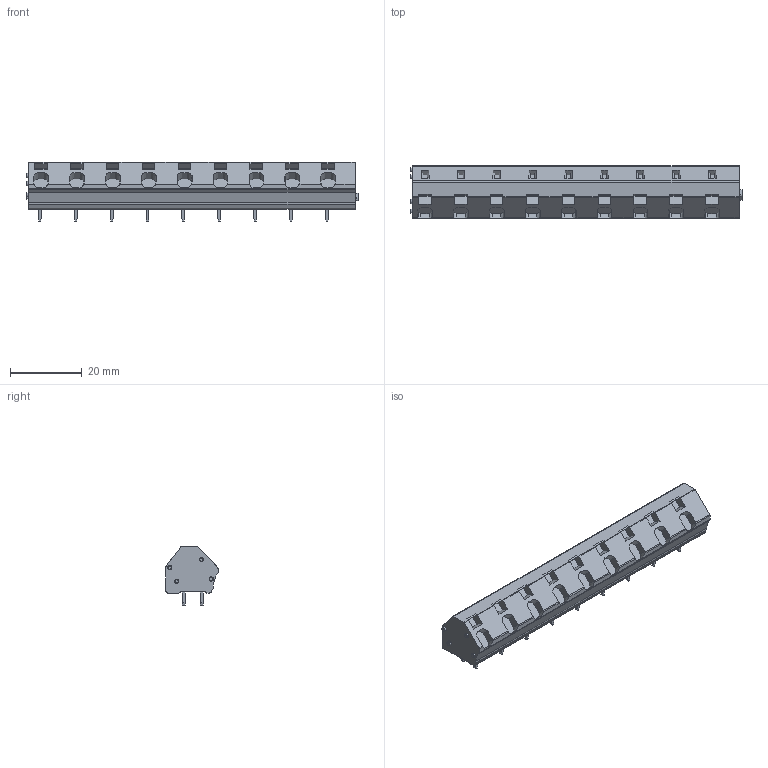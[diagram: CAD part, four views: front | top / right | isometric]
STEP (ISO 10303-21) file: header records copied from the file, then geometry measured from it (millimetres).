
FILE_DESCRIPTION(('CATIA V5 STEP','CAx-IF Rec.Pracs.--- Model Styling and Organization---1.2---2011-12-15'),'2;1');
FILE_NAME ('D1460269_0', '2018-09-08T13:20:28+00:00', ('none'), ('Weidmueller'), 'CATIA Version 5-6 Release 2014', 'CATIA V5 STEP AP214', 'none');
FILE_SCHEMA(('AUTOMOTIVE_DESIGN { 1 0 10303 214 1 1 1 1 }'));
Length unit declared in the file: millimetre
Products named in the file (1): 1953540000
Bounding box: 92.5 x 14.5 x 16.48 mm (x, y, z)
Volume: 12788.9 mm3; surface area: 5731.5 mm2
Topology: 19 solids, 19 shells, 591 faces, 1601 edges, 1069 vertices
Faces by surface type: plane 419, cylinder 118, cone 54
Entity records: 17559 total; most frequent: CARTESIAN_POINT 3771, ORIENTED_EDGE 3202, DIRECTION 2205, EDGE_CURVE 1601, VERTEX_POINT 1069, VECTOR 1054, LINE 1054, AXIS2_PLACEMENT_3D 731
